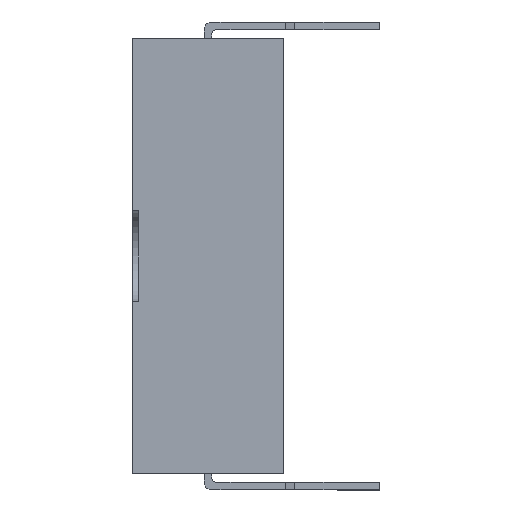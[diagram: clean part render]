
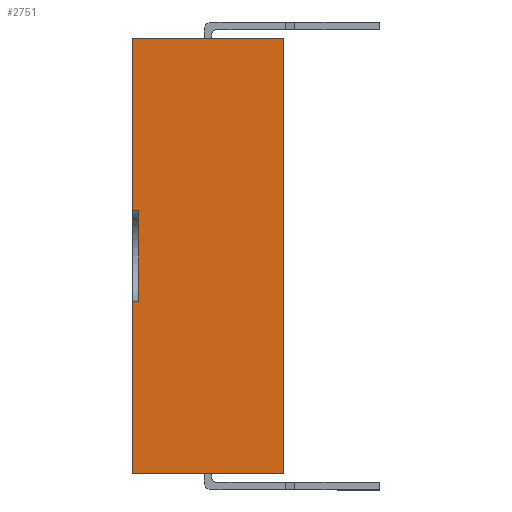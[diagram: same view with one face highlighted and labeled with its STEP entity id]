
A CAD part, left-side view. The second image highlights one B-rep face of the part: STEP entity #2751.
In plain terms, the highlighted planar face has unit normal (-1, 0, 0).
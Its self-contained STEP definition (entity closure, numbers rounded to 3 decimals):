
#477 = FACE_OUTER_BOUND ( 'NONE', #2864, .T. ) ;
#993 = ORIENTED_EDGE ( 'NONE', *, *, #2553, .F. ) ;
#1100 = CARTESIAN_POINT ( 'NONE',  ( -2.17, 4.99, -0.42 ) ) ;
#1272 = CARTESIAN_POINT ( 'NONE',  ( -2.17, 4.99, -0.42 ) ) ;
#1973 = DIRECTION ( 'NONE',  ( 0., 0., 1. ) ) ;
#2553 = EDGE_CURVE ( 'NONE', #3223, #11138, #12141, .T. ) ;
#2751 = ADVANCED_FACE ( 'NONE', ( #477 ), #15700, .F. ) ;
#2760 = DIRECTION ( 'NONE',  ( 0., 0., 1. ) ) ;
#2801 = CARTESIAN_POINT ( 'NONE',  ( -2.17, 0., -0.42 ) ) ;
#2864 = EDGE_LOOP ( 'NONE', ( #19702, #15577, #16558, #19664, #15659, #993, #7140, #15133 ) ) ;
#3223 = VERTEX_POINT ( 'NONE', #9568 ) ;
#3306 = VERTEX_POINT ( 'NONE', #2801 ) ;
#3646 = DIRECTION ( 'NONE',  ( 0., 1., 0. ) ) ;
#3891 = VERTEX_POINT ( 'NONE', #13037 ) ;
#5494 = EDGE_CURVE ( 'NONE', #3306, #11401, #16034, .T. ) ;
#5691 = VERTEX_POINT ( 'NONE', #10654 ) ;
#6069 = CARTESIAN_POINT ( 'NONE',  ( -2.17, 4.79, -6.12 ) ) ;
#6194 = DIRECTION ( 'NONE',  ( 0., -1., 0. ) ) ;
#6320 = VECTOR ( 'NONE', #9041, 1000. ) ;
#6635 = VECTOR ( 'NONE', #14150, 1000. ) ;
#7140 = ORIENTED_EDGE ( 'NONE', *, *, #15456, .T. ) ;
#7239 = CARTESIAN_POINT ( 'NONE',  ( -2.17, 0., -14.82 ) ) ;
#8360 = DIRECTION ( 'NONE',  ( 0., 0., -1. ) ) ;
#8933 = VECTOR ( 'NONE', #2760, 1000. ) ;
#9041 = DIRECTION ( 'NONE',  ( 0., 1., 0. ) ) ;
#9568 = CARTESIAN_POINT ( 'NONE',  ( -2.17, 4.99, -6.12 ) ) ;
#9575 = VECTOR ( 'NONE', #1973, 1000. ) ;
#9669 = AXIS2_PLACEMENT_3D ( 'NONE', #1100, #22192, #19948 ) ;
#10110 = CARTESIAN_POINT ( 'NONE',  ( -2.17, 0., -14.82 ) ) ;
#10654 = CARTESIAN_POINT ( 'NONE',  ( -2.17, 4.79, -9.12 ) ) ;
#11138 = VERTEX_POINT ( 'NONE', #17675 ) ;
#11207 = LINE ( 'NONE', #22295, #9575 ) ;
#11296 = EDGE_CURVE ( 'NONE', #16276, #11401, #16663, .T. ) ;
#11401 = VERTEX_POINT ( 'NONE', #7239 ) ;
#11490 = DIRECTION ( 'NONE',  ( 0., 0., 1. ) ) ;
#11915 = VERTEX_POINT ( 'NONE', #20228 ) ;
#12141 = LINE ( 'NONE', #19733, #8933 ) ;
#12860 = LINE ( 'NONE', #16486, #23440 ) ;
#13037 = CARTESIAN_POINT ( 'NONE',  ( -2.17, 4.99, -9.12 ) ) ;
#13203 = CARTESIAN_POINT ( 'NONE',  ( -2.17, 4.99, -0.42 ) ) ;
#13544 = EDGE_CURVE ( 'NONE', #16276, #3891, #18963, .T. ) ;
#14080 = VECTOR ( 'NONE', #8360, 1000. ) ;
#14150 = DIRECTION ( 'NONE',  ( 0., -1., 0. ) ) ;
#15133 = ORIENTED_EDGE ( 'NONE', *, *, #20260, .F. ) ;
#15414 = VECTOR ( 'NONE', #6194, 1000. ) ;
#15456 = EDGE_CURVE ( 'NONE', #3223, #11915, #21175, .T. ) ;
#15577 = ORIENTED_EDGE ( 'NONE', *, *, #13544, .F. ) ;
#15659 = ORIENTED_EDGE ( 'NONE', *, *, #16545, .T. ) ;
#15700 = PLANE ( 'NONE',  #9669 ) ;
#16034 = LINE ( 'NONE', #10110, #14080 ) ;
#16276 = VERTEX_POINT ( 'NONE', #24244 ) ;
#16486 = CARTESIAN_POINT ( 'NONE',  ( -2.17, 4.79, -9.12 ) ) ;
#16545 = EDGE_CURVE ( 'NONE', #3306, #11138, #21860, .T. ) ;
#16558 = ORIENTED_EDGE ( 'NONE', *, *, #11296, .T. ) ;
#16663 = LINE ( 'NONE', #19915, #6635 ) ;
#17675 = CARTESIAN_POINT ( 'NONE',  ( -2.17, 4.99, -0.42 ) ) ;
#18963 = LINE ( 'NONE', #13203, #20120 ) ;
#19664 = ORIENTED_EDGE ( 'NONE', *, *, #5494, .F. ) ;
#19702 = ORIENTED_EDGE ( 'NONE', *, *, #22706, .T. ) ;
#19733 = CARTESIAN_POINT ( 'NONE',  ( -2.17, 4.99, -0.42 ) ) ;
#19915 = CARTESIAN_POINT ( 'NONE',  ( -2.17, 4.99, -14.82 ) ) ;
#19948 = DIRECTION ( 'NONE',  ( 0., 0., -1. ) ) ;
#20120 = VECTOR ( 'NONE', #11490, 1000. ) ;
#20228 = CARTESIAN_POINT ( 'NONE',  ( -2.17, 4.79, -6.12 ) ) ;
#20260 = EDGE_CURVE ( 'NONE', #5691, #11915, #11207, .T. ) ;
#21175 = LINE ( 'NONE', #6069, #15414 ) ;
#21860 = LINE ( 'NONE', #1272, #6320 ) ;
#22192 = DIRECTION ( 'NONE',  ( 1., 0., 0. ) ) ;
#22295 = CARTESIAN_POINT ( 'NONE',  ( -2.17, 4.79, -0.42 ) ) ;
#22706 = EDGE_CURVE ( 'NONE', #5691, #3891, #12860, .T. ) ;
#23440 = VECTOR ( 'NONE', #3646, 1000. ) ;
#24244 = CARTESIAN_POINT ( 'NONE',  ( -2.17, 4.99, -14.82 ) ) ;
